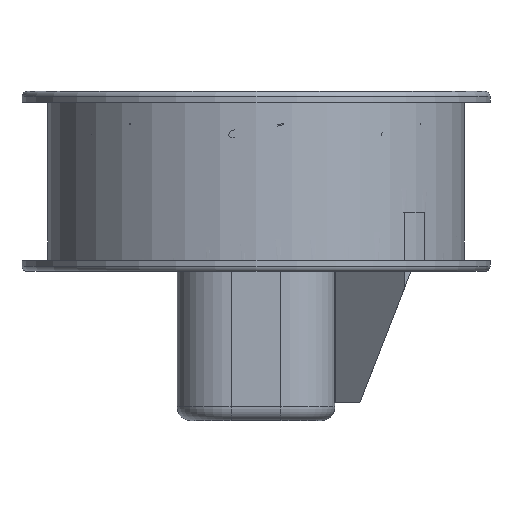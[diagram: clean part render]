
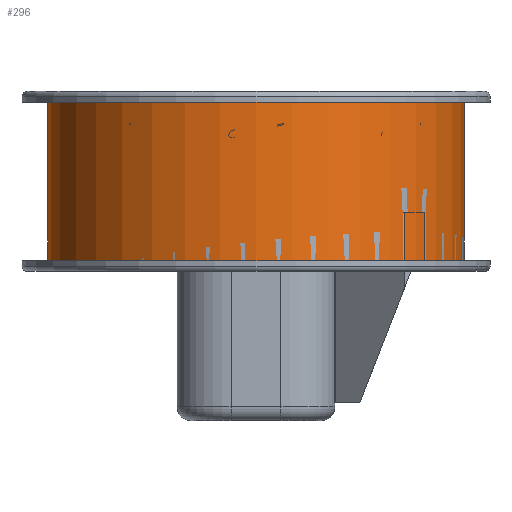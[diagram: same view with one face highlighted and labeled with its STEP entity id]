
A CAD part, left-side view. The second image highlights one B-rep face of the part: STEP entity #296.
In plain terms, the highlighted cylindrical face has radius 405.2 mm (diameter 810.4 mm), a full revolution.
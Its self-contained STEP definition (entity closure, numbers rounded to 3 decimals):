
#81 = FACE_OUTER_BOUND ( 'NONE', #4058, .T. ) ;
#213 = DIRECTION ( 'NONE',  ( 0., 0., 1. ) ) ;
#296 = ADVANCED_FACE ( 'NONE', ( #4237, #81 ), #1922, .T. ) ;
#600 = EDGE_CURVE ( 'NONE', #3456, #3456, #3849, .T. ) ;
#974 = CIRCLE ( 'NONE', #3121, 405.2 ) ;
#1215 = AXIS2_PLACEMENT_3D ( 'NONE', #4825, #213, #5347 ) ;
#1408 = CARTESIAN_POINT ( 'NONE',  ( 0., 0., 64.294 ) ) ;
#1467 = DIRECTION ( 'NONE',  ( 0., 0., 1. ) ) ;
#1649 = ORIENTED_EDGE ( 'NONE', *, *, #4978, .F. ) ;
#1922 = CYLINDRICAL_SURFACE ( 'NONE', #2252, 405.2 ) ;
#2121 = ORIENTED_EDGE ( 'NONE', *, *, #600, .T. ) ;
#2252 = AXIS2_PLACEMENT_3D ( 'NONE', #5635, #1467, #3470 ) ;
#2943 = VERTEX_POINT ( 'NONE', #4333 ) ;
#3121 = AXIS2_PLACEMENT_3D ( 'NONE', #1408, #5063, #3275 ) ;
#3275 = DIRECTION ( 'NONE',  ( 1., 0., 0. ) ) ;
#3456 = VERTEX_POINT ( 'NONE', #5307 ) ;
#3470 = DIRECTION ( 'NONE',  ( 1., 0., 0. ) ) ;
#3849 = CIRCLE ( 'NONE', #1215, 405.2 ) ;
#4058 = EDGE_LOOP ( 'NONE', ( #2121 ) ) ;
#4237 = FACE_OUTER_BOUND ( 'NONE', #4605, .T. ) ;
#4333 = CARTESIAN_POINT ( 'NONE',  ( 405.2, 0., 64.294 ) ) ;
#4605 = EDGE_LOOP ( 'NONE', ( #1649 ) ) ;
#4825 = CARTESIAN_POINT ( 'NONE',  ( 0., 0., -264.706 ) ) ;
#4978 = EDGE_CURVE ( 'NONE', #2943, #2943, #974, .T. ) ;
#5063 = DIRECTION ( 'NONE',  ( 0., 0., 1. ) ) ;
#5307 = CARTESIAN_POINT ( 'NONE',  ( 405.2, 0., -264.706 ) ) ;
#5347 = DIRECTION ( 'NONE',  ( 1., 0., 0. ) ) ;
#5635 = CARTESIAN_POINT ( 'NONE',  ( 0., 0., 165.741 ) ) ;
